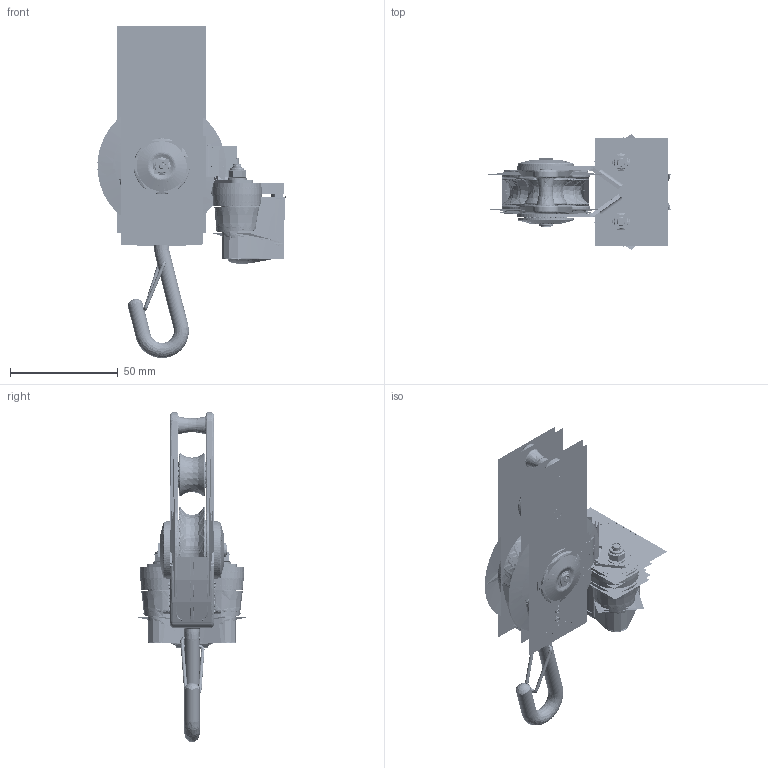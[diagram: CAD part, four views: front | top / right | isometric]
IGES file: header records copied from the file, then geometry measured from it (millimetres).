
Start section:  PTC IGES file: a20401bfh-77.igs
Global section: file name: a20401bfh-77.igs; native system: Creo Parametric by PTC Inc.; preprocessor: 2022414; author: Student; organization: Unknown; date: 20230518.092619; units: millimetre
Bounding box: 87.74 x 54.18 x 154.08 mm (x, y, z)
Surface area: 328965.4 mm2 (no closed solid volume)
Topology: 0 solids, 0 shells, 6344 faces, 88432 edges, 115032 vertices
Faces by surface type: revolution 3494, bspline 2186, extrusion 664
